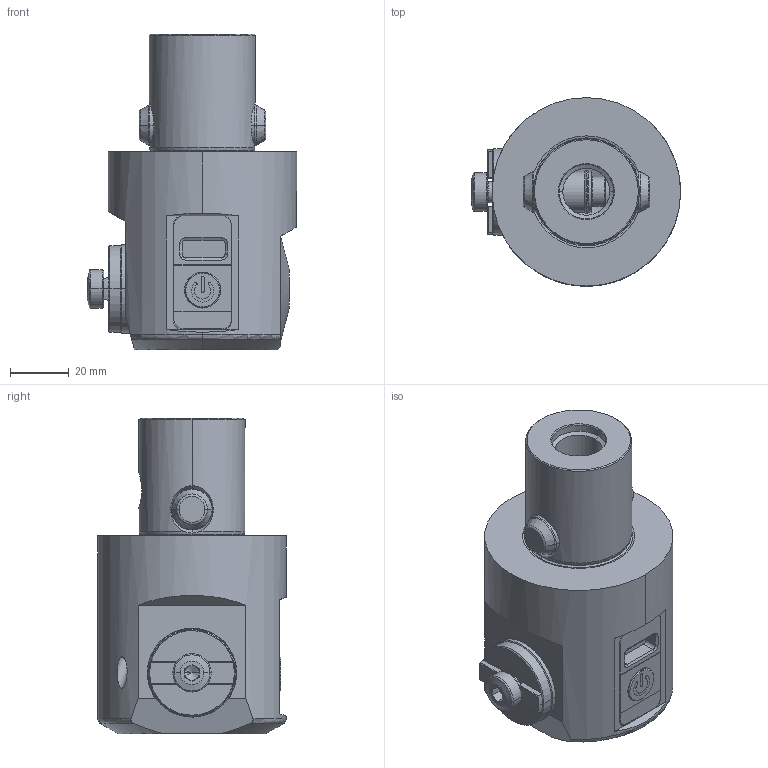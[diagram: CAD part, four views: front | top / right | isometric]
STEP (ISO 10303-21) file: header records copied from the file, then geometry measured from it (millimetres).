
FILE_DESCRIPTION(('no description'),'unknown implementation level');
FILE_NAME('CE67545E-6AA5-4420-B622-0731B0FD6C04_export.stp',' ',('CIMSOURCE GmbH'),('CADClick - KiM GmbH - www.kimweb.de'),'unknown preprocess','ACIS','unknown authorization');
FILE_SCHEMA(('automotive_design'));
Length unit declared in the file: millimetre
Products named in the file (7): 310.860 KAISER Ausdrehkopf EWE68-150CKB6|395.171 KAISER Batteriedeckel EWE_Battery III;Fase3; 310.860 KAISER Ausdrehkopf EWE68-150CKB6|395.156 KAISER Hauptdeckel EWE;NONE; 310.860 KAISER Ausdrehkopf EWE68-150CKB6|395.184 KAISER Werkzeugtr�ger EWE68-100(150);4x Fase 0.5x45�; 310.860 KAISER Ausdrehkopf EWE68-150CKB6|690.141 KAISER Schraube M8x16;Fl�che6; 310.860 KAISER Ausdrehkopf EWE68-150CKB6|395.183 KAISER Werkzeugk�rper EWE68-150-CKB6;<N146.16 CKS6 Zapfen>-<K�rper-Verschieben/Kopieren2>; 310.860 KAISER Ausdrehkopf EWE68-150CKB6|691.506 KAISER Mitnehmerbolzen|693.305 Sprengring;Schnitt-Linear austragen1; 310.860 KAISER Ausdrehkopf EWE68-150CKB6|691.506 KAISER Mitnehmerbolzen|691.526 Mitnehmerbolzen;Rotation1
Bounding box: 71.03 x 64 x 107.2 mm (x, y, z)
Volume: 222777 mm3; surface area: 46635.9 mm2
Topology: 7 solids, 8 shells, 495 faces, 1160 edges, 686 vertices
Faces by surface type: plane 163, cylinder 161, cone 116, torus 55
Entity records: 27873 total; most frequent: CARTESIAN_POINT 3215, DIRECTION 2573, STYLED_ITEM 2326, PRESENTATION_STYLE_ASSIGNMENT 2326, COLOUR_RGB 2326, ORIENTED_EDGE 2276, EDGE_CURVE 1138, CURVE_STYLE 1138
